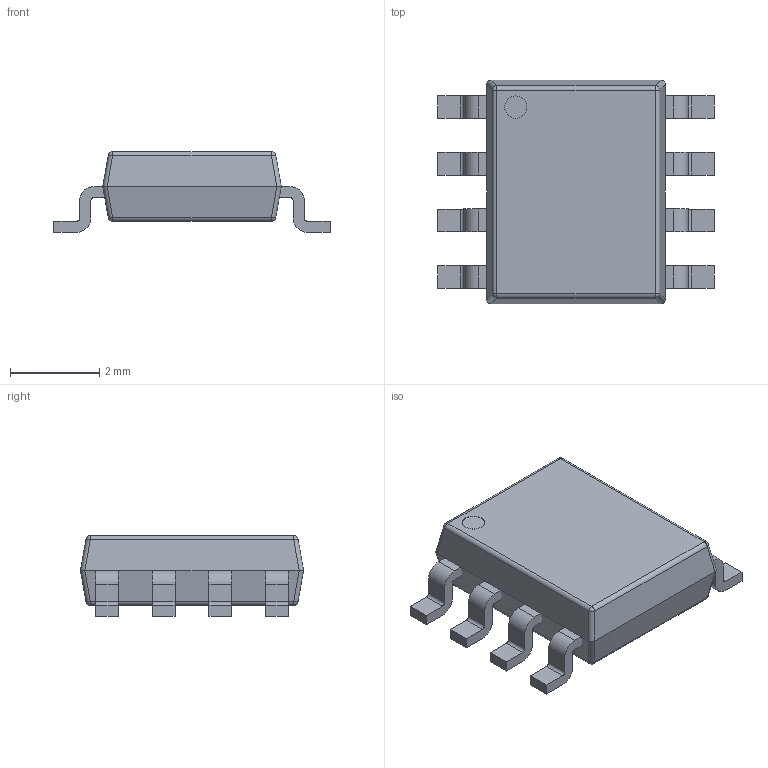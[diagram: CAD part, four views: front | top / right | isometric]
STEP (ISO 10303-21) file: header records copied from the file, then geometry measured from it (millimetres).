
FILE_DESCRIPTION(/* description */ ('HOOPS Exchange Step'),/* implementation_level */ '2;1');
FILE_NAME(/* name */ 'SOP8 (PL2303GL).step',/* time_stamp */ '2026-01-27T18:14:34-08:00',/* author */ (''),/* organization */ (''),/* preprocessor_version */ 'ST-DEVELOPER v20.1',/* originating_system */ 'Autodesk Translation Framework v14.21.0.0',/* authorisation */ '');
FILE_SCHEMA (('AUTOMOTIVE_DESIGN { 1 0 10303 214 3 1 1 }'));
Length unit declared in the file: millimetre
Products named in the file (12): root; SOP-8_LM358.step; Body001; Body002; Pin001; Pin002; Pin003; Pin004; Pin005; Pin006; Pin007; Pin008
Assembly tree (11 placements, depth 3):
  root
    SOP-8_LM358.step
      Body001
      Body002
      Pin001
      Pin002
      Pin003
      Pin004
      Pin005
      Pin006
      Pin007
      Pin008
Bounding box: 6.2 x 5 x 1.8 mm (x, y, z)
Volume: 31.1 mm3; surface area: 125.6 mm2
Topology: 10 solids, 10 shells, 150 faces, 371 edges, 234 vertices
Faces by surface type: plane 93, cylinder 49, sphere 8
Full cylindrical faces by diameter (mm): 0.5 x1
Entity records: 4729 total; most frequent: DIRECTION 807, CARTESIAN_POINT 770, ORIENTED_EDGE 726, EDGE_CURVE 363, AXIS2_PLACEMENT_3D 271, LINE 265, VECTOR 265, VERTEX_POINT 234
